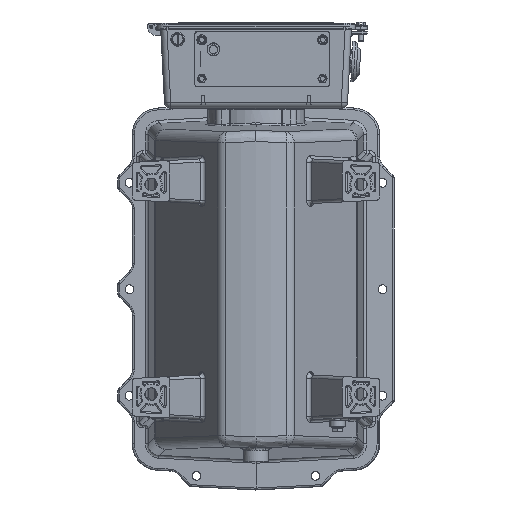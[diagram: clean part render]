
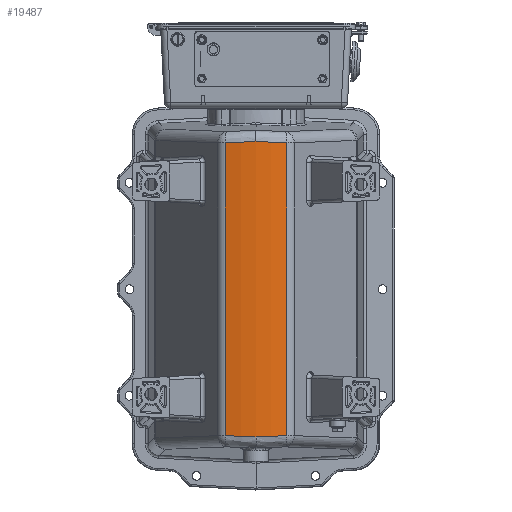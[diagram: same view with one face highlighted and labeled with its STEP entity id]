
A CAD part, front view. The second image highlights one B-rep face of the part: STEP entity #19487.
In plain terms, the highlighted cylindrical face has radius 240 mm (diameter 480 mm), a partial arc.
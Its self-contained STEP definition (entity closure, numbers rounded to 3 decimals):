
#981=CARTESIAN_POINT('',(0.,20.,235.931));
#982=CARTESIAN_POINT('',(8.231,20.,235.531));
#983=CARTESIAN_POINT('',(24.689,20.848,234.773));
#984=CARTESIAN_POINT('',(40.969,23.38,234.106));
#985=CARTESIAN_POINT('',(49.022,25.06,233.796));
#987=DIRECTION('',(0.,0.,1.));
#988=VECTOR('',#987,467.593);
#989=CARTESIAN_POINT('',(49.022,25.06,-233.796));
#990=LINE('',#989,#988);
#991=CARTESIAN_POINT('',(49.022,25.06,-233.796));
#992=CARTESIAN_POINT('',(40.969,23.38,-234.106));
#993=CARTESIAN_POINT('',(24.689,20.848,-234.773));
#994=CARTESIAN_POINT('',(8.231,20.,-235.531));
#995=CARTESIAN_POINT('',(0.,20.,
-235.931));
#997=CARTESIAN_POINT('',(0.,20.,
-235.931));
#998=CARTESIAN_POINT('',(-8.231,20.,-235.531));
#999=CARTESIAN_POINT('',(-24.689,20.848,-234.773));
#1000=CARTESIAN_POINT('',(-40.969,23.38,
-234.106));
#1001=CARTESIAN_POINT('',(-49.022,25.06,
-233.796));
#1003=DIRECTION('',(0.,0.,1.));
#1004=VECTOR('',#1003,467.593);
#1005=CARTESIAN_POINT('',(-49.022,25.06,
-233.796));
#1006=LINE('',#1005,#1004);
#1007=CARTESIAN_POINT('',(-49.022,25.06,233.796));
#1008=CARTESIAN_POINT('',(-40.969,23.38,234.106));
#1009=CARTESIAN_POINT('',(-24.689,20.848,234.773));
#1010=CARTESIAN_POINT('',(-8.231,20.,235.531));
#1011=CARTESIAN_POINT('',(0.,20.,
235.931));
#9307=CARTESIAN_POINT('',(-49.022,25.06,233.796));
#9309=CARTESIAN_POINT('',(-49.022,25.06,
-233.796));
#17342=CARTESIAN_POINT('',(49.022,25.06,233.796));
#17343=VERTEX_POINT('',#17342);
#17345=VERTEX_POINT('',#981);
#17356=VERTEX_POINT('',#9307);
#17365=CARTESIAN_POINT('',(49.022,25.06,
-233.796));
#17366=VERTEX_POINT('',#17365);
#17367=VERTEX_POINT('',#995);
#17376=VERTEX_POINT('',#9309);
#19468=CARTESIAN_POINT('',(0.,260.,-274.));
#19469=DIRECTION('',(0.,0.,1.));
#19470=DIRECTION('',(1.,0.,0.));
#19471=AXIS2_PLACEMENT_3D('',#19468,#19469,#19470);
#19472=CYLINDRICAL_SURFACE('',#19471,240.);
#19474=ORIENTED_EDGE('',*,*,#19473,.T.);
#19476=ORIENTED_EDGE('',*,*,#19475,.F.);
#19478=ORIENTED_EDGE('',*,*,#19477,.T.);
#19480=ORIENTED_EDGE('',*,*,#19479,.T.);
#19482=ORIENTED_EDGE('',*,*,#19481,.T.);
#19484=ORIENTED_EDGE('',*,*,#19483,.T.);
#19485=EDGE_LOOP('',(#19474,#19476,#19478,#19480,#19482,#19484));
#19486=FACE_OUTER_BOUND('',#19485,.F.);
#19487=ADVANCED_FACE('',(#19486),#19472,.T.);
#986=B_SPLINE_CURVE_WITH_KNOTS('',3,(#981,#982,#983,#984,#985),.UNSPECIFIED.,
.F.,.F.,(4,1,4),(0.,0.5,1.),.UNSPECIFIED.);
#996=B_SPLINE_CURVE_WITH_KNOTS('',3,(#991,#992,#993,#994,#995),.UNSPECIFIED.,
.F.,.F.,(4,1,4),(0.,0.5,1.),.UNSPECIFIED.);
#1002=B_SPLINE_CURVE_WITH_KNOTS('',3,(#997,#998,#999,#1000,#1001),.UNSPECIFIED.,
.F.,.F.,(4,1,4),(0.,0.5,1.),.UNSPECIFIED.);
#1012=B_SPLINE_CURVE_WITH_KNOTS('',3,(#1007,#1008,#1009,#1010,#1011),
.UNSPECIFIED.,.F.,.F.,(4,1,4),(0.,0.5,1.),.UNSPECIFIED.);
#19473=EDGE_CURVE('',#17345,#17343,#986,.T.);
#19475=EDGE_CURVE('',#17366,#17343,#990,.T.);
#19477=EDGE_CURVE('',#17366,#17367,#996,.T.);
#19479=EDGE_CURVE('',#17367,#17376,#1002,.T.);
#19481=EDGE_CURVE('',#17376,#17356,#1006,.T.);
#19483=EDGE_CURVE('',#17356,#17345,#1012,.T.);
